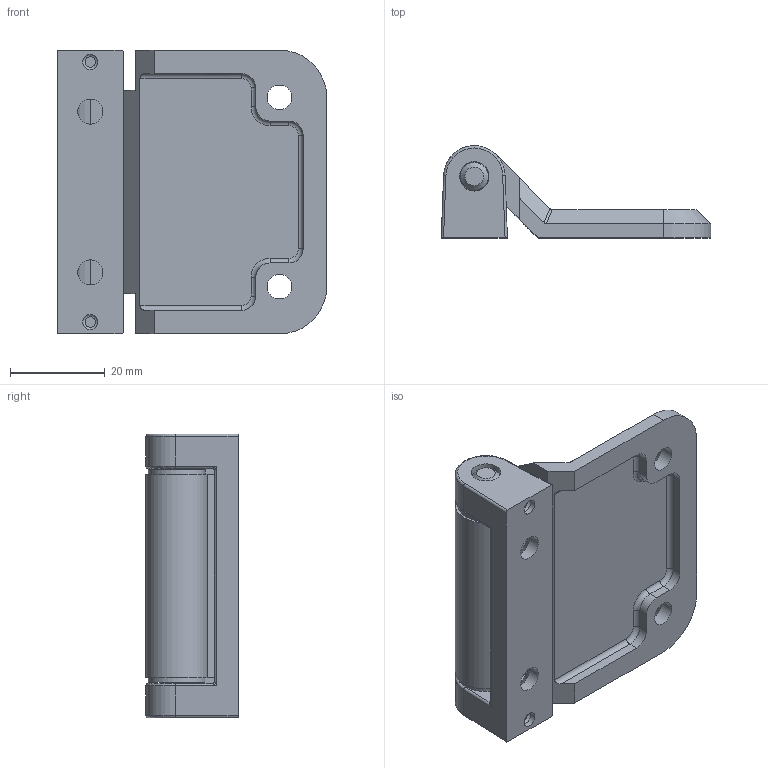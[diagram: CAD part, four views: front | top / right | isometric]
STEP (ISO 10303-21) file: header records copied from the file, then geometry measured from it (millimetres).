
FILE_DESCRIPTION(('STEP AP214'),'1');
FILE_NAME('600.1.2.00.3.step','2015-05-01T07:34:45',(' '),(' '),'Spatial InterOp 3D',' ',' ');
FILE_SCHEMA(('automotive_design'));
Length unit declared in the file: millimetre
Products named in the file (5): _755; _76; _93; _71
Bounding box: 57 x 19.5 x 60 mm (x, y, z)
Volume: 23340.3 mm3; surface area: 14728.9 mm2
Topology: 5 solids, 5 shells, 282 faces, 652 edges, 380 vertices
Faces by surface type: plane 155, cylinder 83, bspline 16, torus 16, cone 8, sphere 4
Full cylindrical faces by diameter (mm): 3.2 x2, 5.2 x2, 5.3 x2, 5.95 x1, 6 x2, 6.2 x2, 6.5 x1, 7.8 x2, 8 x2, 12 x2
Entity records: 10529 total; most frequent: CARTESIAN_POINT 1853, DIRECTION 1431, ORIENTED_EDGE 1222, EDGE_CURVE 611, AXIS2_PLACEMENT_3D 549, VERTEX_POINT 371, LINE 333, VECTOR 333
